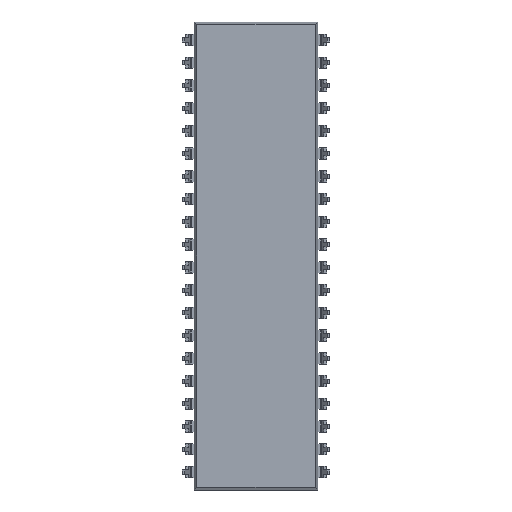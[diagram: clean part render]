
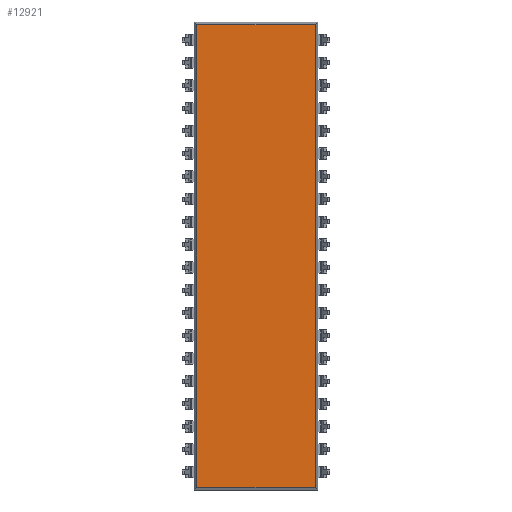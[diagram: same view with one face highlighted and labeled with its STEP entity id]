
A CAD part, front view. The second image highlights one B-rep face of the part: STEP entity #12921.
In plain terms, the highlighted planar face has unit normal (0, -1, 0).
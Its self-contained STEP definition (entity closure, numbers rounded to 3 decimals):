
#651 = FACE_OUTER_BOUND ( 'NONE', #11580, .T. ) ;
#1125 = VECTOR ( 'NONE', #14631, 1000. ) ;
#1210 = ORIENTED_EDGE ( 'NONE', *, *, #13411, .T. ) ;
#2330 = CARTESIAN_POINT ( 'NONE',  ( 0., -2.032, -25.805 ) ) ;
#2710 = DIRECTION ( 'NONE',  ( 0., 0., 1. ) ) ;
#3106 = CARTESIAN_POINT ( 'NONE',  ( -6.59, -2.032, -25.805 ) ) ;
#3550 = CARTESIAN_POINT ( 'NONE',  ( 0., -2.032, 0. ) ) ;
#4069 = LINE ( 'NONE', #16678, #5181 ) ;
#4579 = ORIENTED_EDGE ( 'NONE', *, *, #16973, .T. ) ;
#4986 = LINE ( 'NONE', #15979, #1125 ) ;
#5181 = VECTOR ( 'NONE', #2710, 1000. ) ;
#5691 = CARTESIAN_POINT ( 'NONE',  ( -6.59, -2.032, 0. ) ) ;
#6143 = DIRECTION ( 'NONE',  ( 1., 0., 0. ) ) ;
#6167 = PLANE ( 'NONE',  #16308 ) ;
#7751 = CARTESIAN_POINT ( 'NONE',  ( -6.59, -2.032, 25.805 ) ) ;
#8221 = VERTEX_POINT ( 'NONE', #3106 ) ;
#8231 = DIRECTION ( 'NONE',  ( 0., 0., -1. ) ) ;
#8844 = LINE ( 'NONE', #2330, #11282 ) ;
#10308 = DIRECTION ( 'NONE',  ( 0., 0., -1. ) ) ;
#10879 = VECTOR ( 'NONE', #8231, 1000. ) ;
#10992 = CARTESIAN_POINT ( 'NONE',  ( 6.59, -2.032, 25.805 ) ) ;
#11282 = VECTOR ( 'NONE', #6143, 1000. ) ;
#11580 = EDGE_LOOP ( 'NONE', ( #4579, #1210, #17632, #17679 ) ) ;
#11662 = CARTESIAN_POINT ( 'NONE',  ( 6.59, -2.032, -25.805 ) ) ;
#11743 = VERTEX_POINT ( 'NONE', #11662 ) ;
#11910 = EDGE_CURVE ( 'NONE', #11743, #15889, #4069, .T. ) ;
#12624 = LINE ( 'NONE', #5691, #10879 ) ;
#12921 = ADVANCED_FACE ( 'NONE', ( #651 ), #6167, .T. ) ;
#13411 = EDGE_CURVE ( 'NONE', #17386, #8221, #12624, .T. ) ;
#14631 = DIRECTION ( 'NONE',  ( -1., 0., 0. ) ) ;
#15765 = EDGE_CURVE ( 'NONE', #8221, #11743, #8844, .T. ) ;
#15889 = VERTEX_POINT ( 'NONE', #10992 ) ;
#15979 = CARTESIAN_POINT ( 'NONE',  ( 0., -2.032, 25.805 ) ) ;
#16308 = AXIS2_PLACEMENT_3D ( 'NONE', #3550, #17152, #10308 ) ;
#16678 = CARTESIAN_POINT ( 'NONE',  ( 6.59, -2.032, 0. ) ) ;
#16973 = EDGE_CURVE ( 'NONE', #15889, #17386, #4986, .T. ) ;
#17152 = DIRECTION ( 'NONE',  ( 0., -1., 0. ) ) ;
#17386 = VERTEX_POINT ( 'NONE', #7751 ) ;
#17632 = ORIENTED_EDGE ( 'NONE', *, *, #15765, .T. ) ;
#17679 = ORIENTED_EDGE ( 'NONE', *, *, #11910, .T. ) ;
